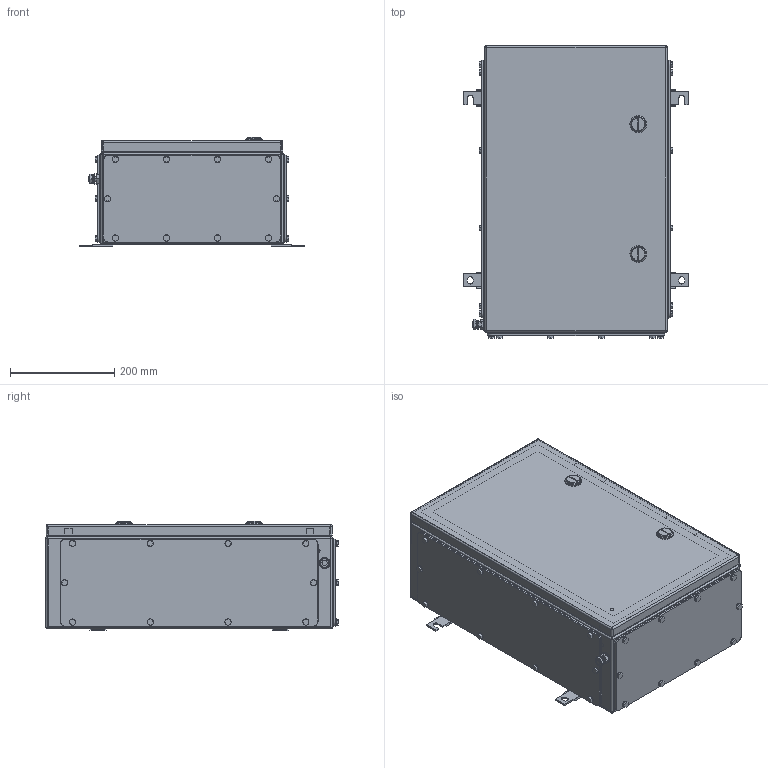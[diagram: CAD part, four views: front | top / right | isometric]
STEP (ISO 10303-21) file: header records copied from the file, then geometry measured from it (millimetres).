
FILE_DESCRIPTION(('CATIA V5 STEP Exchange','CAx-IF Rec.Pracs.--- Model Styling and Organization---1.5--- 2016-08-15','CAx-IF Rec.Pracs.---Supplemental Geometry---1.0---2011-11-01','CAx-IF Rec.Pracs.--- Composite Materials ---1.1---2010-07-15'),'2;1');
FILE_NAME ('008836-5_4', '2025-12-20T19:34:53+00:00', ('none'), ('Weidmueller'), 'CATIA Version 5-6 Release 2024 SP4', 'CATIA V5 STEP AP214 v3', 'none');
FILE_SCHEMA(('AUTOMOTIVE_DESIGN { 1 0 10303 214 1 1 1 1 }'));
Products named in the file (1): 1200640000
Bounding box: 431 x 561 x 209.8 mm (x, y, z)
Volume: 2039686.1 mm3; surface area: 2071075.4 mm2
Topology: 114 solids, 116 shells, 2283 faces, 5370 edges, 3422 vertices
Faces by surface type: cylinder 1032, plane 971, cone 224, sphere 24, torus 24, bspline 8
Entity records: 64747 total; most frequent: CARTESIAN_POINT 16158, ORIENTED_EDGE 10540, DIRECTION 7987, EDGE_CURVE 5270, AXIS2_PLACEMENT_3D 3526, VERTEX_POINT 3422, VECTOR 2850, LINE 2850
